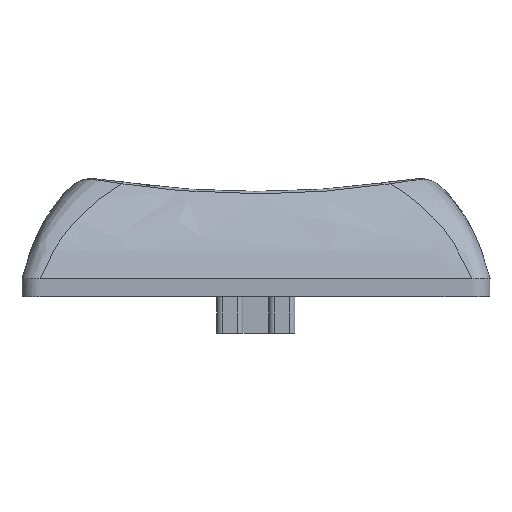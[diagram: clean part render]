
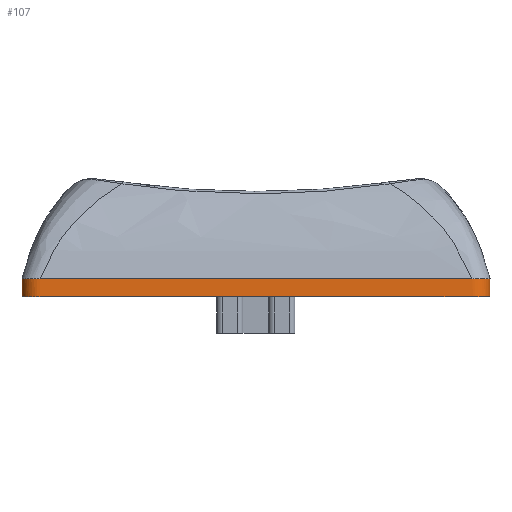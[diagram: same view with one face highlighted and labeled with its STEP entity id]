
A CAD part, left-side view. The second image highlights one B-rep face of the part: STEP entity #107.
In plain terms, the highlighted free-form (B-spline) face has degree [1, 2] with [2, 9] control points.
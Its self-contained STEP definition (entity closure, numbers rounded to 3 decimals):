
#107=ADVANCED_FACE('',(#197),#1405,.T.);
#197=FACE_OUTER_BOUND('',#292,.T.);
#292=EDGE_LOOP('',(#750,#751,#752,#753,#754,#755,#756));
#750=ORIENTED_EDGE('',*,*,#994,.F.);
#751=ORIENTED_EDGE('',*,*,#892,.T.);
#752=ORIENTED_EDGE('',*,*,#893,.T.);
#753=ORIENTED_EDGE('',*,*,#920,.T.);
#754=ORIENTED_EDGE('',*,*,#921,.T.);
#755=ORIENTED_EDGE('',*,*,#922,.T.);
#756=ORIENTED_EDGE('',*,*,#995,.F.);
#892=EDGE_CURVE('',#1314,#1315,#1172,.T.);
#893=EDGE_CURVE('',#1315,#1341,#1173,.T.);
#920=EDGE_CURVE('',#1341,#1342,#1200,.T.);
#921=EDGE_CURVE('',#1342,#1343,#1201,.T.);
#922=EDGE_CURVE('',#1343,#1344,#1202,.T.);
#994=EDGE_CURVE('',#1314,#1384,#1229,.T.);
#995=EDGE_CURVE('',#1384,#1344,#1230,.T.);
#1172=(
BOUNDED_CURVE()
B_SPLINE_CURVE(1,(#5187,#5188),.UNSPECIFIED.,.F.,.F.)
B_SPLINE_CURVE_WITH_KNOTS((2,2),(0.,0.7),.UNSPECIFIED.)
CURVE()
GEOMETRIC_REPRESENTATION_ITEM()
RATIONAL_B_SPLINE_CURVE((1.,1.))
REPRESENTATION_ITEM('')
);
#1173=(
BOUNDED_CURVE()
B_SPLINE_CURVE(2,(#5189,#5190,#5191),.UNSPECIFIED.,.F.,.F.)
B_SPLINE_CURVE_WITH_KNOTS((3,3),(0.,1.1),.UNSPECIFIED.)
CURVE()
GEOMETRIC_REPRESENTATION_ITEM()
RATIONAL_B_SPLINE_CURVE((1.,0.707,1.))
REPRESENTATION_ITEM('')
);
#1200=(
BOUNDED_CURVE()
B_SPLINE_CURVE(2,(#5398,#5399,#5400),.UNSPECIFIED.,.F.,.F.)
B_SPLINE_CURVE_WITH_KNOTS((3,3),(1.1,17.7),
 .UNSPECIFIED.)
CURVE()
GEOMETRIC_REPRESENTATION_ITEM()
RATIONAL_B_SPLINE_CURVE((1.,1.,1.))
REPRESENTATION_ITEM('')
);
#1201=(
BOUNDED_CURVE()
B_SPLINE_CURVE(2,(#5401,#5402,#5403),.UNSPECIFIED.,.F.,.F.)
B_SPLINE_CURVE_WITH_KNOTS((3,3),(17.7,18.799),
 .UNSPECIFIED.)
CURVE()
GEOMETRIC_REPRESENTATION_ITEM()
RATIONAL_B_SPLINE_CURVE((1.,0.707,1.))
REPRESENTATION_ITEM('')
);
#1202=(
BOUNDED_CURVE()
B_SPLINE_CURVE(2,(#5404,#5405,#5406),.UNSPECIFIED.,.F.,.F.)
B_SPLINE_CURVE_WITH_KNOTS((3,3),(18.799,35.399),
 .UNSPECIFIED.)
CURVE()
GEOMETRIC_REPRESENTATION_ITEM()
RATIONAL_B_SPLINE_CURVE((1.,1.,1.))
REPRESENTATION_ITEM('')
);
#1229=(
BOUNDED_CURVE()
B_SPLINE_CURVE(2,(#6091,#6092,#6093,#6094,#6095,#6096,#6097,#6098,#6099),
 .UNSPECIFIED.,.F.,.F.)
B_SPLINE_CURVE_WITH_KNOTS((3,2,2,2,3),(0.,1.1,17.7,
18.799,35.399),.UNSPECIFIED.)
CURVE()
GEOMETRIC_REPRESENTATION_ITEM()
RATIONAL_B_SPLINE_CURVE((1.,0.707,1.,1.,1.,0.707,
1.,1.,1.))
REPRESENTATION_ITEM('')
);
#1230=(
BOUNDED_CURVE()
B_SPLINE_CURVE(1,(#6100,#6101),.UNSPECIFIED.,.F.,.F.)
B_SPLINE_CURVE_WITH_KNOTS((2,2),(0.,0.7),.UNSPECIFIED.)
CURVE()
GEOMETRIC_REPRESENTATION_ITEM()
RATIONAL_B_SPLINE_CURVE((1.,1.))
REPRESENTATION_ITEM('')
);
#1314=VERTEX_POINT('',#4819);
#1315=VERTEX_POINT('',#4820);
#1341=VERTEX_POINT('',#4846);
#1342=VERTEX_POINT('',#4847);
#1343=VERTEX_POINT('',#4848);
#1344=VERTEX_POINT('',#4849);
#1384=VERTEX_POINT('',#4889);
#1405=(
BOUNDED_SURFACE()
B_SPLINE_SURFACE(1,2,((#4519,#4520,#4521,#4522,#4523,#4524,#4525,#4526,
#4527),(#4528,#4529,#4530,#4531,#4532,#4533,#4534,#4535,#4536)),
 .UNSPECIFIED.,.F.,.F.,.F.)
B_SPLINE_SURFACE_WITH_KNOTS((2,2),(3,2,2,2,3),(0.,0.7),(0.,1.1,
17.7,18.799,35.399),.UNSPECIFIED.)
GEOMETRIC_REPRESENTATION_ITEM()
RATIONAL_B_SPLINE_SURFACE(((1.,0.707,1.,1.,1.,0.707,
1.,1.,1.),(1.,0.707,1.,1.,1.,0.707,1.,1.,1.)))
REPRESENTATION_ITEM('')
SURFACE()
);
#4519=CARTESIAN_POINT('',(136.45,49.,-0.4));
#4520=CARTESIAN_POINT('',(135.75,49.,-0.4));
#4521=CARTESIAN_POINT('',(135.75,49.7,-0.4));
#4522=CARTESIAN_POINT('',(135.75,58.,-0.4));
#4523=CARTESIAN_POINT('',(135.75,66.3,-0.4));
#4524=CARTESIAN_POINT('',(135.75,67.,-0.4));
#4525=CARTESIAN_POINT('',(136.45,67.,-0.4));
#4526=CARTESIAN_POINT('',(144.75,67.,-0.4));
#4527=CARTESIAN_POINT('',(153.05,67.,-0.4));
#4528=CARTESIAN_POINT('',(136.45,49.,0.3));
#4529=CARTESIAN_POINT('',(135.75,49.,0.3));
#4530=CARTESIAN_POINT('',(135.75,49.7,0.3));
#4531=CARTESIAN_POINT('',(135.75,58.,0.3));
#4532=CARTESIAN_POINT('',(135.75,66.3,0.3));
#4533=CARTESIAN_POINT('',(135.75,67.,0.3));
#4534=CARTESIAN_POINT('',(136.45,67.,0.3));
#4535=CARTESIAN_POINT('',(144.75,67.,0.3));
#4536=CARTESIAN_POINT('',(153.05,67.,0.3));
#4819=CARTESIAN_POINT('',(136.45,49.,-0.4));
#4820=CARTESIAN_POINT('',(136.45,49.,0.3));
#4846=CARTESIAN_POINT('',(135.75,49.7,0.3));
#4847=CARTESIAN_POINT('',(135.75,66.3,0.3));
#4848=CARTESIAN_POINT('',(136.45,67.,0.3));
#4849=CARTESIAN_POINT('',(153.05,67.,0.3));
#4889=CARTESIAN_POINT('',(153.05,67.,-0.4));
#5187=CARTESIAN_POINT('',(136.45,49.,-0.4));
#5188=CARTESIAN_POINT('',(136.45,49.,0.3));
#5189=CARTESIAN_POINT('',(136.45,49.,0.3));
#5190=CARTESIAN_POINT('',(135.75,49.,0.3));
#5191=CARTESIAN_POINT('',(135.75,49.7,0.3));
#5398=CARTESIAN_POINT('',(135.75,49.7,0.3));
#5399=CARTESIAN_POINT('',(135.75,58.,0.3));
#5400=CARTESIAN_POINT('',(135.75,66.3,0.3));
#5401=CARTESIAN_POINT('',(135.75,66.3,0.3));
#5402=CARTESIAN_POINT('',(135.75,67.,0.3));
#5403=CARTESIAN_POINT('',(136.45,67.,0.3));
#5404=CARTESIAN_POINT('',(136.45,67.,0.3));
#5405=CARTESIAN_POINT('',(144.75,67.,0.3));
#5406=CARTESIAN_POINT('',(153.05,67.,0.3));
#6091=CARTESIAN_POINT('',(136.45,49.,-0.4));
#6092=CARTESIAN_POINT('',(135.75,49.,-0.4));
#6093=CARTESIAN_POINT('',(135.75,49.7,-0.4));
#6094=CARTESIAN_POINT('',(135.75,58.,-0.4));
#6095=CARTESIAN_POINT('',(135.75,66.3,-0.4));
#6096=CARTESIAN_POINT('',(135.75,67.,-0.4));
#6097=CARTESIAN_POINT('',(136.45,67.,-0.4));
#6098=CARTESIAN_POINT('',(144.75,67.,-0.4));
#6099=CARTESIAN_POINT('',(153.05,67.,-0.4));
#6100=CARTESIAN_POINT('',(153.05,67.,-0.4));
#6101=CARTESIAN_POINT('',(153.05,67.,0.3));
